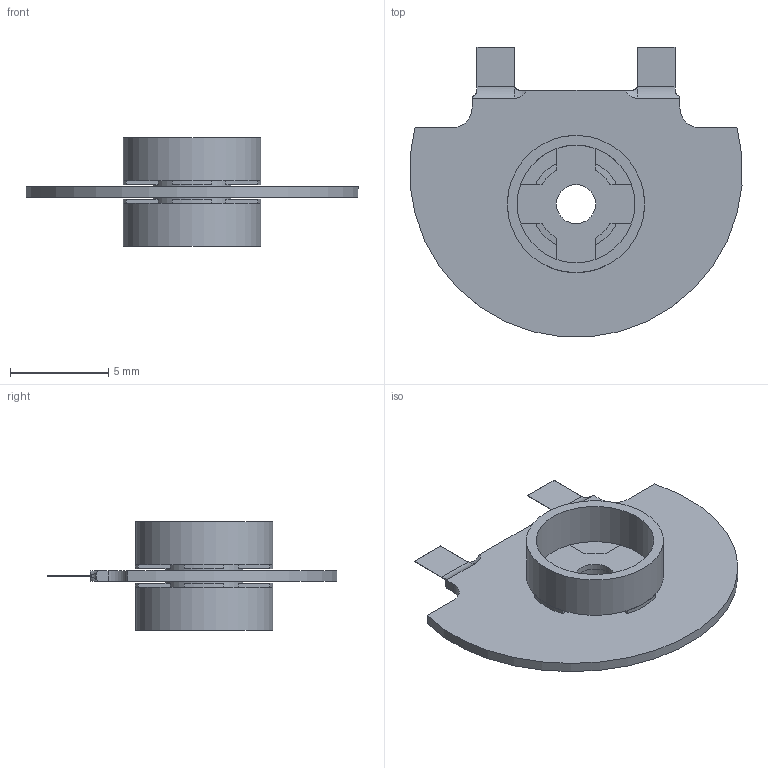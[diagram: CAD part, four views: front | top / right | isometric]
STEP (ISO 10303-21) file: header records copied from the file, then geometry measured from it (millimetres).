
FILE_DESCRIPTION(/* description */ (''),/* implementation_level */ '2;1');
FILE_NAME(/* name */ 'Accel_v3.stp',/* time_stamp */ '2021-10-16T09:58:26+03:00',/* author */ ('Dmitriam'),/* organization */ (''),/* preprocessor_version */ 'ST-DEVELOPER v17',/* originating_system */ 'Autodesk Inventor 2019',/* authorisation */ '');
FILE_SCHEMA (('AUTOMOTIVE_DESIGN { 1 0 10303 214 3 1 1 }'));
Length unit declared in the file: millimetre
Products named in the file (5): AccelSimple; Mayatnik; PROVOD_PETR_155_0_05; PROVOD_PETR_155_0_05_1; Karkas
Assembly tree (5 placements, depth 2):
  AccelSimple
    Mayatnik
    PROVOD_PETR_155_0_05
    PROVOD_PETR_155_0_05_1
    Karkas  x2
Bounding box: 16.94 x 14.77 x 5.56 mm (x, y, z)
Volume: 141.6 mm3; surface area: 703.8 mm2
Topology: 5 solids, 5 shells, 85 faces, 231 edges, 158 vertices
Faces by surface type: plane 51, cylinder 28, bspline 4, cone 2
Full cylindrical faces by diameter (mm): 2 x3, 4 x2, 6 x2, 7 x2
Entity records: 2446 total; most frequent: CARTESIAN_POINT 498, DIRECTION 383, ORIENTED_EDGE 354, EDGE_CURVE 177, AXIS2_PLACEMENT_3D 147, VERTEX_POINT 122, LINE 89, VECTOR 89
